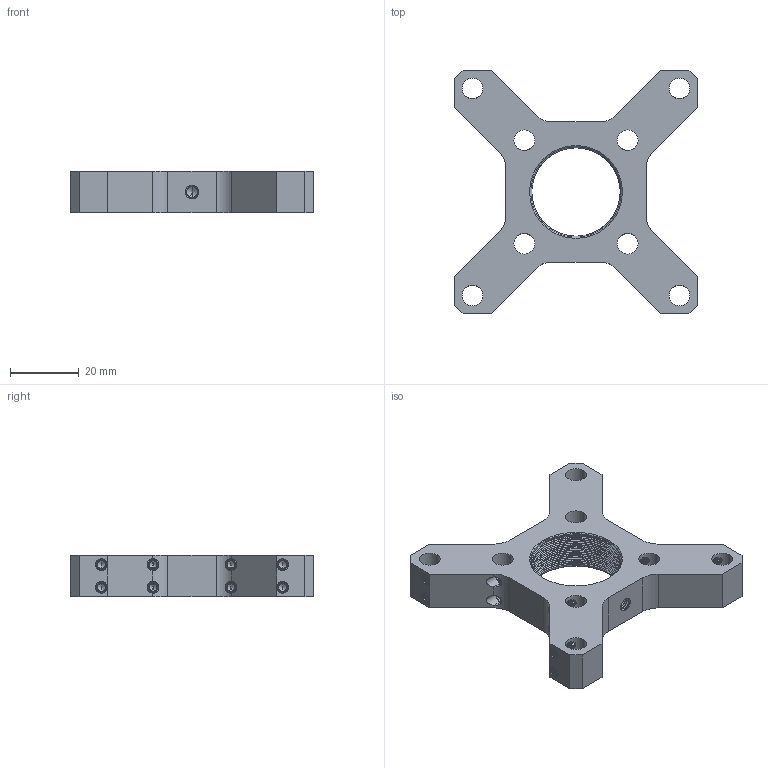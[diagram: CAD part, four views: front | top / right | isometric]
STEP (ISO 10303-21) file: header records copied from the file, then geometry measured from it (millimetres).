
FILE_DESCRIPTION((''),'2;1');
FILE_NAME('LPCM-A','2020-11-03T',('Administrator'),(''),'CREO PARAMETRIC BY PTC INC, 2015290','CREO PARAMETRIC BY PTC INC, 2015290','');
FILE_SCHEMA(('CONFIG_CONTROL_DESIGN'));
Products named in the file (1): LPCM-A
Bounding box: 70.61 x 70.61 x 12 mm (x, y, z)
Volume: 24927.5 mm3; surface area: 13001.2 mm2
Topology: 1 solids, 1 shells, 962 faces, 2793 edges, 1808 vertices
Faces by surface type: cylinder 459, bspline 398, cone 54, plane 51
Entity records: 93382 total; most frequent: CARTESIAN_POINT 72922, ORIENTED_EDGE 5518, EDGE_CURVE 2759, DIRECTION 2196, B_SPLINE_CURVE_WITH_KNOTS 1915, VERTEX_POINT 1808, EDGE_LOOP 1021, FACE_OUTER_BOUND 962
